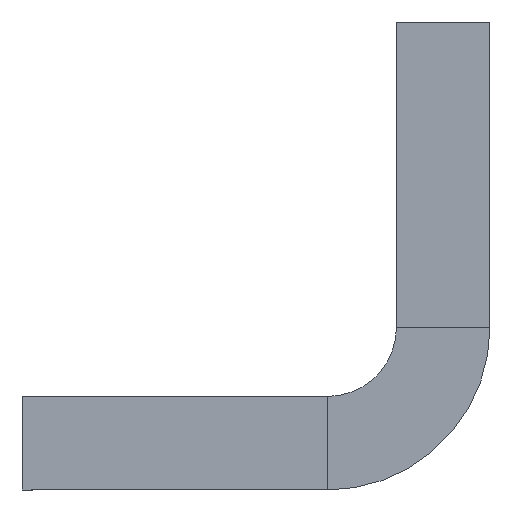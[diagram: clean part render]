
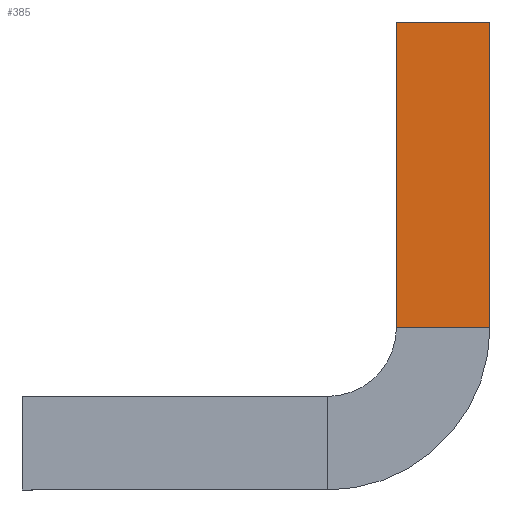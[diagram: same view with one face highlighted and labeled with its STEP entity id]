
A CAD part, left-side view. The second image highlights one B-rep face of the part: STEP entity #385.
In plain terms, the highlighted planar face has unit normal (-1, 0, 0).
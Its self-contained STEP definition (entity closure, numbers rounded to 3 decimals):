
#5 = DIRECTION ( 'NONE',  ( 0., 1., 0. ) ) ;
#19 = VERTEX_POINT ( 'NONE', #320 ) ;
#50 = LINE ( 'NONE', #485, #337 ) ;
#54 = CARTESIAN_POINT ( 'NONE',  ( 0., 0., 0. ) ) ;
#66 = DIRECTION ( 'NONE',  ( -1., 0., 0. ) ) ;
#68 = VERTEX_POINT ( 'NONE', #605 ) ;
#117 = PLANE ( 'NONE',  #197 ) ;
#154 = EDGE_CURVE ( 'NONE', #19, #384, #50, .T. ) ;
#158 = LINE ( 'NONE', #167, #392 ) ;
#167 = CARTESIAN_POINT ( 'NONE',  ( 0., -1., 0. ) ) ;
#180 = ORIENTED_EDGE ( 'NONE', *, *, #645, .T. ) ;
#197 = AXIS2_PLACEMENT_3D ( 'NONE', #227, #66, #499 ) ;
#227 = CARTESIAN_POINT ( 'NONE',  ( 0., -1., 0. ) ) ;
#242 = VECTOR ( 'NONE', #704, 1000. ) ;
#265 = ORIENTED_EDGE ( 'NONE', *, *, #583, .T. ) ;
#271 = CARTESIAN_POINT ( 'NONE',  ( 0., 0., -3.263 ) ) ;
#320 = CARTESIAN_POINT ( 'NONE',  ( 0., -1., -3.263 ) ) ;
#337 = VECTOR ( 'NONE', #662, 1000. ) ;
#344 = ORIENTED_EDGE ( 'NONE', *, *, #154, .T. ) ;
#384 = VERTEX_POINT ( 'NONE', #691 ) ;
#385 = ADVANCED_FACE ( 'NONE', ( #638 ), #117, .T. ) ;
#392 = VECTOR ( 'NONE', #5, 1000. ) ;
#437 = LINE ( 'NONE', #54, #468 ) ;
#460 = EDGE_CURVE ( 'NONE', #68, #666, #437, .T. ) ;
#468 = VECTOR ( 'NONE', #478, 1000. ) ;
#474 = LINE ( 'NONE', #271, #242 ) ;
#478 = DIRECTION ( 'NONE',  ( 0., 0., 1. ) ) ;
#485 = CARTESIAN_POINT ( 'NONE',  ( 0., -1., 0. ) ) ;
#499 = DIRECTION ( 'NONE',  ( 0., 0., 1. ) ) ;
#532 = CARTESIAN_POINT ( 'NONE',  ( 0., 0., 0. ) ) ;
#583 = EDGE_CURVE ( 'NONE', #68, #19, #474, .T. ) ;
#605 = CARTESIAN_POINT ( 'NONE',  ( 0., 0., -3.263 ) ) ;
#620 = EDGE_LOOP ( 'NONE', ( #627, #265, #344, #180 ) ) ;
#627 = ORIENTED_EDGE ( 'NONE', *, *, #460, .F. ) ;
#638 = FACE_OUTER_BOUND ( 'NONE', #620, .T. ) ;
#645 = EDGE_CURVE ( 'NONE', #384, #666, #158, .T. ) ;
#662 = DIRECTION ( 'NONE',  ( 0., 0., 1. ) ) ;
#666 = VERTEX_POINT ( 'NONE', #532 ) ;
#691 = CARTESIAN_POINT ( 'NONE',  ( 0., -1., 0. ) ) ;
#704 = DIRECTION ( 'NONE',  ( 0., -1., 0. ) ) ;
